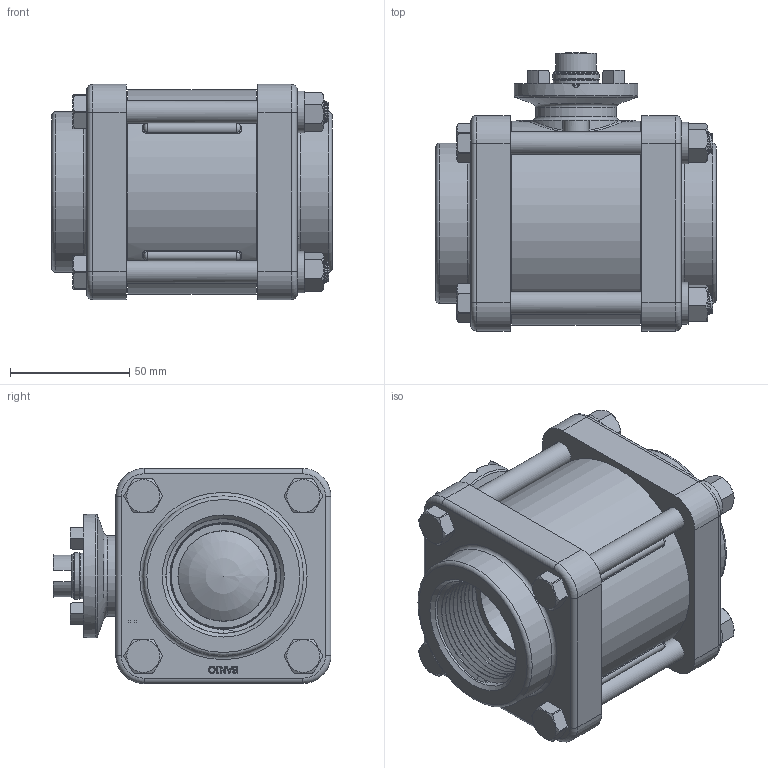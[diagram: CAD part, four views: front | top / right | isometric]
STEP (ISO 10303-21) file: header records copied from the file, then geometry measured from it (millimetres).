
FILE_DESCRIPTION(/* description */ ('2" VE BODY'),/* implementation_level */ '2;1');
FILE_NAME(/* name */ 'EV150XR1.stp',/* time_stamp */ '2014-11-20T11:15:55-05:00',/* author */ ('DCerny'),/* organization */ (''),/* preprocessor_version */ 'ST-DEVELOPER v15.2',/* originating_system */ 'Autodesk Inventor 2014',/* authorisation */ '');
FILE_SCHEMA (('AUTOMOTIVE_DESIGN { 1 0 10303 214 3 1 1 }'));
Length unit declared in the file: inch
Products named in the file (16): MEV20254AX; MEV20254A; VE20255SSH; MEV10151SS; FP26041E; FP26041; UV15163; MEV10151; VX20257; VE20257A; VE20264E; V20017; V20018; V20019; VE20258A; EV150XR1
Bounding box: 117.81 x 116.74 x 90.42 mm (x, y, z)
Volume: 501677.5 mm3; surface area: 163662 mm2
Topology: 26 solids, 26 shells, 1233 faces, 2941 edges, 1811 vertices
Faces by surface type: cylinder 359, plane 340, cone 327, bspline 120, torus 81, sphere 6
Full cylindrical faces by diameter (mm): 8.236 x60, 9.525 x60, 10.312 x8, 14.275 x2, 16.205 x1, 16.383 x2, 19.05 x4, 19.304 x1, 19.431 x2, 20.625 x2, 20.777 x1, 25.4 x1, 25.908 x1, 34.036 x1, 37.973 x2, 38.1 x4, 50.546 x2, 50.673 x2, 51.816 x1, 57.404 x2, 65.024 x1, 67.31 x2, 71.425 x2, 77.8 x2, 79.502 x2, 79.756 x2, 85.852 x1
Entity records: 21231 total; most frequent: CARTESIAN_POINT 8652, DIRECTION 2421, ORIENTED_EDGE 2398, EDGE_CURVE 1199, AXIS2_PLACEMENT_3D 989, VERTEX_POINT 826, EDGE_LOOP 793, ADVANCED_FACE 580
